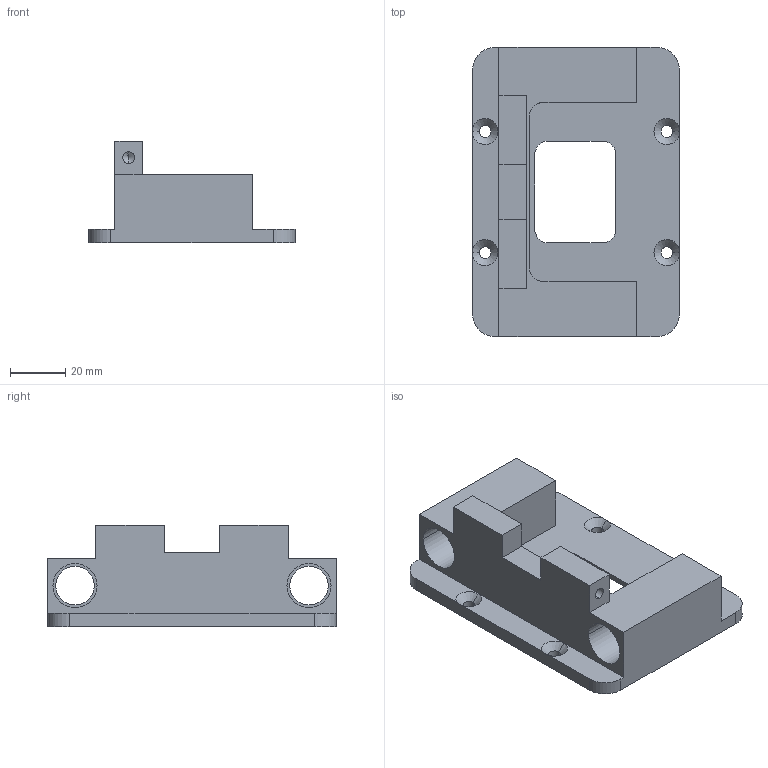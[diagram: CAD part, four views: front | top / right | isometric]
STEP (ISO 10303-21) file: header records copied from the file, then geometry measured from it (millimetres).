
FILE_DESCRIPTION (( 'STEP AP214' ), '1' );
FILE_NAME ('WXZ-USI-05-B-SUPPORT DOULLE BAS.STEP', '2021-01-04T16:50:01', ( '' ), ( '' ), 'SwSTEP 2.0', 'SolidWorks 2020', '' );
FILE_SCHEMA (( 'AUTOMOTIVE_DESIGN' ));
Length unit declared in the file: millimetre
Products named in the file (1): WXZ-USI-05-B-SUPPORT DOULLE BAS
Bounding box: 75 x 105 x 37 mm (x, y, z)
Volume: 71074.7 mm3; surface area: 30346.3 mm2
Topology: 1 solids, 1 shells, 77 faces, 216 edges, 138 vertices
Faces by surface type: cylinder 36, plane 29, cone 12
Entity records: 2744 total; most frequent: CARTESIAN_POINT 576, DIRECTION 432, ORIENTED_EDGE 424, EDGE_CURVE 212, AXIS2_PLACEMENT_3D 154, VERTEX_POINT 138, VECTOR 124, LINE 124
